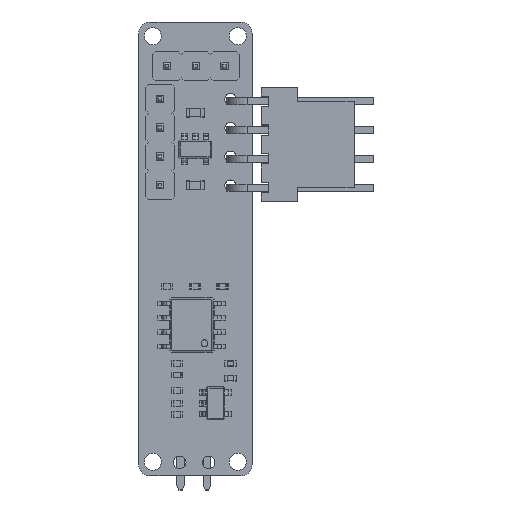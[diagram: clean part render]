
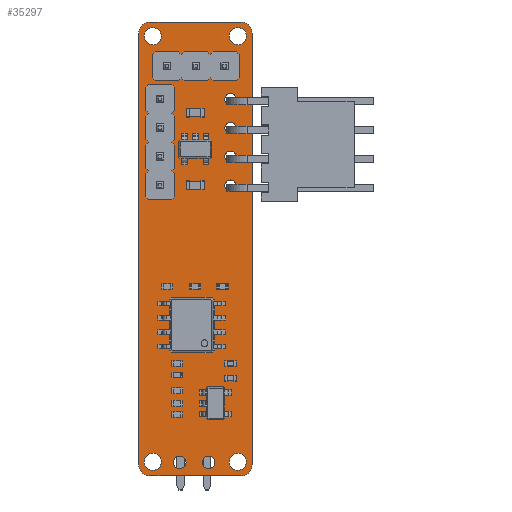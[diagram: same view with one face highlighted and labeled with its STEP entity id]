
A CAD part, top view. The second image highlights one B-rep face of the part: STEP entity #35297.
In plain terms, the highlighted planar face has unit normal (0, 0, 1).
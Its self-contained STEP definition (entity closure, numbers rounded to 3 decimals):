
#34961 = VERTEX_POINT('',#34962);
#34962 = CARTESIAN_POINT('',(49.,-120.,1.51));
#34968 = EDGE_CURVE('',#34961,#34969,#34971,.T.);
#34969 = VERTEX_POINT('',#34970);
#34970 = CARTESIAN_POINT('',(50.,-121.,1.51));
#34971 = CIRCLE('',#34972,1.);
#34972 = AXIS2_PLACEMENT_3D('',#34973,#34974,#34975);
#34973 = CARTESIAN_POINT('',(49.,-121.,1.51));
#34974 = DIRECTION('',(0.,0.,-1.));
#34975 = DIRECTION('',(0.,1.,0.));
#35003 = VERTEX_POINT('',#35004);
#35004 = CARTESIAN_POINT('',(41.,-120.,1.51));
#35010 = EDGE_CURVE('',#35003,#34961,#35011,.T.);
#35011 = LINE('',#35012,#35013);
#35012 = CARTESIAN_POINT('',(41.,-120.,1.51));
#35013 = VECTOR('',#35014,1.);
#35014 = DIRECTION('',(1.,0.,0.));
#35032 = EDGE_CURVE('',#34969,#35033,#35035,.T.);
#35033 = VERTEX_POINT('',#35034);
#35034 = CARTESIAN_POINT('',(50.,-159.,1.51));
#35035 = LINE('',#35036,#35037);
#35036 = CARTESIAN_POINT('',(50.,-121.,1.51));
#35037 = VECTOR('',#35038,1.);
#35038 = DIRECTION('',(0.,-1.,0.));
#35297 = ADVANCED_FACE('',(#35298,#35344,#35355,#35366,#35377,#35388,
    #35399,#35410,#35421,#35432,#35443,#35454,#35465,#35476,#35487,
    #35498,#35509,#35520),#35531,.T.);
#35298 = FACE_BOUND('',#35299,.T.);
#35299 = EDGE_LOOP('',(#35300,#35301,#35302,#35311,#35319,#35328,#35336,
    #35343));
#35300 = ORIENTED_EDGE('',*,*,#34968,.F.);
#35301 = ORIENTED_EDGE('',*,*,#35010,.F.);
#35302 = ORIENTED_EDGE('',*,*,#35303,.F.);
#35303 = EDGE_CURVE('',#35304,#35003,#35306,.T.);
#35304 = VERTEX_POINT('',#35305);
#35305 = CARTESIAN_POINT('',(40.,-121.,1.51));
#35306 = CIRCLE('',#35307,1.);
#35307 = AXIS2_PLACEMENT_3D('',#35308,#35309,#35310);
#35308 = CARTESIAN_POINT('',(41.,-121.,1.51));
#35309 = DIRECTION('',(0.,0.,-1.));
#35310 = DIRECTION('',(-1.,0.,-0.));
#35311 = ORIENTED_EDGE('',*,*,#35312,.F.);
#35312 = EDGE_CURVE('',#35313,#35304,#35315,.T.);
#35313 = VERTEX_POINT('',#35314);
#35314 = CARTESIAN_POINT('',(40.,-159.,1.51));
#35315 = LINE('',#35316,#35317);
#35316 = CARTESIAN_POINT('',(40.,-159.,1.51));
#35317 = VECTOR('',#35318,1.);
#35318 = DIRECTION('',(0.,1.,0.));
#35319 = ORIENTED_EDGE('',*,*,#35320,.F.);
#35320 = EDGE_CURVE('',#35321,#35313,#35323,.T.);
#35321 = VERTEX_POINT('',#35322);
#35322 = CARTESIAN_POINT('',(41.,-160.,1.51));
#35323 = CIRCLE('',#35324,1.);
#35324 = AXIS2_PLACEMENT_3D('',#35325,#35326,#35327);
#35325 = CARTESIAN_POINT('',(41.,-159.,1.51));
#35326 = DIRECTION('',(0.,0.,-1.));
#35327 = DIRECTION('',(0.,-1.,0.));
#35328 = ORIENTED_EDGE('',*,*,#35329,.F.);
#35329 = EDGE_CURVE('',#35330,#35321,#35332,.T.);
#35330 = VERTEX_POINT('',#35331);
#35331 = CARTESIAN_POINT('',(49.,-160.,1.51));
#35332 = LINE('',#35333,#35334);
#35333 = CARTESIAN_POINT('',(49.,-160.,1.51));
#35334 = VECTOR('',#35335,1.);
#35335 = DIRECTION('',(-1.,0.,0.));
#35336 = ORIENTED_EDGE('',*,*,#35337,.F.);
#35337 = EDGE_CURVE('',#35033,#35330,#35338,.T.);
#35338 = CIRCLE('',#35339,1.);
#35339 = AXIS2_PLACEMENT_3D('',#35340,#35341,#35342);
#35340 = CARTESIAN_POINT('',(49.,-159.,1.51));
#35341 = DIRECTION('',(0.,0.,-1.));
#35342 = DIRECTION('',(1.,0.,0.));
#35343 = ORIENTED_EDGE('',*,*,#35032,.F.);
#35344 = FACE_BOUND('',#35345,.T.);
#35345 = EDGE_LOOP('',(#35346));
#35346 = ORIENTED_EDGE('',*,*,#35347,.F.);
#35347 = EDGE_CURVE('',#35348,#35348,#35350,.T.);
#35348 = VERTEX_POINT('',#35349);
#35349 = CARTESIAN_POINT('',(42.,-158.75,1.51));
#35350 = CIRCLE('',#35351,0.75);
#35351 = AXIS2_PLACEMENT_3D('',#35352,#35353,#35354);
#35352 = CARTESIAN_POINT('',(41.25,-158.75,1.51));
#35353 = DIRECTION('',(0.,0.,1.));
#35354 = DIRECTION('',(1.,0.,-0.));
#35355 = FACE_BOUND('',#35356,.T.);
#35356 = EDGE_LOOP('',(#35357));
#35357 = ORIENTED_EDGE('',*,*,#35358,.T.);
#35358 = EDGE_CURVE('',#35359,#35359,#35361,.T.);
#35359 = VERTEX_POINT('',#35360);
#35360 = CARTESIAN_POINT('',(43.63,-159.353,1.51));
#35361 = CIRCLE('',#35362,0.55);
#35362 = AXIS2_PLACEMENT_3D('',#35363,#35364,#35365);
#35363 = CARTESIAN_POINT('',(43.63,-158.803,1.51));
#35364 = DIRECTION('',(-0.,0.,-1.));
#35365 = DIRECTION('',(0.,-1.,-0.));
#35366 = FACE_BOUND('',#35367,.T.);
#35367 = EDGE_LOOP('',(#35368));
#35368 = ORIENTED_EDGE('',*,*,#35369,.T.);
#35369 = EDGE_CURVE('',#35370,#35370,#35372,.T.);
#35370 = VERTEX_POINT('',#35371);
#35371 = CARTESIAN_POINT('',(46.17,-159.353,1.51));
#35372 = CIRCLE('',#35373,0.55);
#35373 = AXIS2_PLACEMENT_3D('',#35374,#35375,#35376);
#35374 = CARTESIAN_POINT('',(46.17,-158.803,1.51));
#35375 = DIRECTION('',(-0.,0.,-1.));
#35376 = DIRECTION('',(-0.,-1.,0.));
#35377 = FACE_BOUND('',#35378,.T.);
#35378 = EDGE_LOOP('',(#35379));
#35379 = ORIENTED_EDGE('',*,*,#35380,.F.);
#35380 = EDGE_CURVE('',#35381,#35381,#35383,.T.);
#35381 = VERTEX_POINT('',#35382);
#35382 = CARTESIAN_POINT('',(49.5,-158.75,1.51));
#35383 = CIRCLE('',#35384,0.75);
#35384 = AXIS2_PLACEMENT_3D('',#35385,#35386,#35387);
#35385 = CARTESIAN_POINT('',(48.75,-158.75,1.51));
#35386 = DIRECTION('',(0.,0.,1.));
#35387 = DIRECTION('',(1.,0.,-0.));
#35388 = FACE_BOUND('',#35389,.T.);
#35389 = EDGE_LOOP('',(#35390));
#35390 = ORIENTED_EDGE('',*,*,#35391,.T.);
#35391 = EDGE_CURVE('',#35392,#35392,#35394,.T.);
#35392 = VERTEX_POINT('',#35393);
#35393 = CARTESIAN_POINT('',(41.9,-134.9,1.51));
#35394 = CIRCLE('',#35395,0.5);
#35395 = AXIS2_PLACEMENT_3D('',#35396,#35397,#35398);
#35396 = CARTESIAN_POINT('',(41.9,-134.4,1.51));
#35397 = DIRECTION('',(-0.,0.,-1.));
#35398 = DIRECTION('',(-0.,-1.,0.));
#35399 = FACE_BOUND('',#35400,.T.);
#35400 = EDGE_LOOP('',(#35401));
#35401 = ORIENTED_EDGE('',*,*,#35402,.T.);
#35402 = EDGE_CURVE('',#35403,#35403,#35405,.T.);
#35403 = VERTEX_POINT('',#35404);
#35404 = CARTESIAN_POINT('',(41.9,-132.36,1.51));
#35405 = CIRCLE('',#35406,0.5);
#35406 = AXIS2_PLACEMENT_3D('',#35407,#35408,#35409);
#35407 = CARTESIAN_POINT('',(41.9,-131.86,1.51));
#35408 = DIRECTION('',(-0.,0.,-1.));
#35409 = DIRECTION('',(-0.,-1.,0.));
#35410 = FACE_BOUND('',#35411,.T.);
#35411 = EDGE_LOOP('',(#35412));
#35412 = ORIENTED_EDGE('',*,*,#35413,.T.);
#35413 = EDGE_CURVE('',#35414,#35414,#35416,.T.);
#35414 = VERTEX_POINT('',#35415);
#35415 = CARTESIAN_POINT('',(41.9,-129.82,1.51));
#35416 = CIRCLE('',#35417,0.5);
#35417 = AXIS2_PLACEMENT_3D('',#35418,#35419,#35420);
#35418 = CARTESIAN_POINT('',(41.9,-129.32,1.51));
#35419 = DIRECTION('',(-0.,0.,-1.));
#35420 = DIRECTION('',(-0.,-1.,0.));
#35421 = FACE_BOUND('',#35422,.T.);
#35422 = EDGE_LOOP('',(#35423));
#35423 = ORIENTED_EDGE('',*,*,#35424,.T.);
#35424 = EDGE_CURVE('',#35425,#35425,#35427,.T.);
#35425 = VERTEX_POINT('',#35426);
#35426 = CARTESIAN_POINT('',(41.9,-127.28,1.51));
#35427 = CIRCLE('',#35428,0.5);
#35428 = AXIS2_PLACEMENT_3D('',#35429,#35430,#35431);
#35429 = CARTESIAN_POINT('',(41.9,-126.78,1.51));
#35430 = DIRECTION('',(-0.,0.,-1.));
#35431 = DIRECTION('',(-0.,-1.,0.));
#35432 = FACE_BOUND('',#35433,.T.);
#35433 = EDGE_LOOP('',(#35434));
#35434 = ORIENTED_EDGE('',*,*,#35435,.F.);
#35435 = EDGE_CURVE('',#35436,#35436,#35438,.T.);
#35436 = VERTEX_POINT('',#35437);
#35437 = CARTESIAN_POINT('',(42.,-121.25,1.51));
#35438 = CIRCLE('',#35439,0.75);
#35439 = AXIS2_PLACEMENT_3D('',#35440,#35441,#35442);
#35440 = CARTESIAN_POINT('',(41.25,-121.25,1.51));
#35441 = DIRECTION('',(0.,0.,1.));
#35442 = DIRECTION('',(1.,0.,-0.));
#35443 = FACE_BOUND('',#35444,.T.);
#35444 = EDGE_LOOP('',(#35445));
#35445 = ORIENTED_EDGE('',*,*,#35446,.T.);
#35446 = EDGE_CURVE('',#35447,#35447,#35449,.T.);
#35447 = VERTEX_POINT('',#35448);
#35448 = CARTESIAN_POINT('',(42.5,-124.4,1.51));
#35449 = CIRCLE('',#35450,0.5);
#35450 = AXIS2_PLACEMENT_3D('',#35451,#35452,#35453);
#35451 = CARTESIAN_POINT('',(42.5,-123.9,1.51));
#35452 = DIRECTION('',(-0.,0.,-1.));
#35453 = DIRECTION('',(-0.,-1.,0.));
#35454 = FACE_BOUND('',#35455,.T.);
#35455 = EDGE_LOOP('',(#35456));
#35456 = ORIENTED_EDGE('',*,*,#35457,.T.);
#35457 = EDGE_CURVE('',#35458,#35458,#35460,.T.);
#35458 = VERTEX_POINT('',#35459);
#35459 = CARTESIAN_POINT('',(48.1,-134.92,1.51));
#35460 = CIRCLE('',#35461,0.5);
#35461 = AXIS2_PLACEMENT_3D('',#35462,#35463,#35464);
#35462 = CARTESIAN_POINT('',(48.1,-134.42,1.51));
#35463 = DIRECTION('',(-0.,0.,-1.));
#35464 = DIRECTION('',(-0.,-1.,0.));
#35465 = FACE_BOUND('',#35466,.T.);
#35466 = EDGE_LOOP('',(#35467));
#35467 = ORIENTED_EDGE('',*,*,#35468,.T.);
#35468 = EDGE_CURVE('',#35469,#35469,#35471,.T.);
#35469 = VERTEX_POINT('',#35470);
#35470 = CARTESIAN_POINT('',(48.1,-132.38,1.51));
#35471 = CIRCLE('',#35472,0.5);
#35472 = AXIS2_PLACEMENT_3D('',#35473,#35474,#35475);
#35473 = CARTESIAN_POINT('',(48.1,-131.88,1.51));
#35474 = DIRECTION('',(-0.,0.,-1.));
#35475 = DIRECTION('',(-0.,-1.,0.));
#35476 = FACE_BOUND('',#35477,.T.);
#35477 = EDGE_LOOP('',(#35478));
#35478 = ORIENTED_EDGE('',*,*,#35479,.T.);
#35479 = EDGE_CURVE('',#35480,#35480,#35482,.T.);
#35480 = VERTEX_POINT('',#35481);
#35481 = CARTESIAN_POINT('',(45.04,-124.4,1.51));
#35482 = CIRCLE('',#35483,0.5);
#35483 = AXIS2_PLACEMENT_3D('',#35484,#35485,#35486);
#35484 = CARTESIAN_POINT('',(45.04,-123.9,1.51));
#35485 = DIRECTION('',(-0.,0.,-1.));
#35486 = DIRECTION('',(-0.,-1.,0.));
#35487 = FACE_BOUND('',#35488,.T.);
#35488 = EDGE_LOOP('',(#35489));
#35489 = ORIENTED_EDGE('',*,*,#35490,.T.);
#35490 = EDGE_CURVE('',#35491,#35491,#35493,.T.);
#35491 = VERTEX_POINT('',#35492);
#35492 = CARTESIAN_POINT('',(48.1,-129.84,1.51));
#35493 = CIRCLE('',#35494,0.5);
#35494 = AXIS2_PLACEMENT_3D('',#35495,#35496,#35497);
#35495 = CARTESIAN_POINT('',(48.1,-129.34,1.51));
#35496 = DIRECTION('',(-0.,0.,-1.));
#35497 = DIRECTION('',(-0.,-1.,0.));
#35498 = FACE_BOUND('',#35499,.T.);
#35499 = EDGE_LOOP('',(#35500));
#35500 = ORIENTED_EDGE('',*,*,#35501,.T.);
#35501 = EDGE_CURVE('',#35502,#35502,#35504,.T.);
#35502 = VERTEX_POINT('',#35503);
#35503 = CARTESIAN_POINT('',(48.1,-127.3,1.51));
#35504 = CIRCLE('',#35505,0.5);
#35505 = AXIS2_PLACEMENT_3D('',#35506,#35507,#35508);
#35506 = CARTESIAN_POINT('',(48.1,-126.8,1.51));
#35507 = DIRECTION('',(-0.,0.,-1.));
#35508 = DIRECTION('',(-0.,-1.,0.));
#35509 = FACE_BOUND('',#35510,.T.);
#35510 = EDGE_LOOP('',(#35511));
#35511 = ORIENTED_EDGE('',*,*,#35512,.T.);
#35512 = EDGE_CURVE('',#35513,#35513,#35515,.T.);
#35513 = VERTEX_POINT('',#35514);
#35514 = CARTESIAN_POINT('',(47.58,-124.4,1.51));
#35515 = CIRCLE('',#35516,0.5);
#35516 = AXIS2_PLACEMENT_3D('',#35517,#35518,#35519);
#35517 = CARTESIAN_POINT('',(47.58,-123.9,1.51));
#35518 = DIRECTION('',(-0.,0.,-1.));
#35519 = DIRECTION('',(-0.,-1.,0.));
#35520 = FACE_BOUND('',#35521,.T.);
#35521 = EDGE_LOOP('',(#35522));
#35522 = ORIENTED_EDGE('',*,*,#35523,.F.);
#35523 = EDGE_CURVE('',#35524,#35524,#35526,.T.);
#35524 = VERTEX_POINT('',#35525);
#35525 = CARTESIAN_POINT('',(49.5,-121.25,1.51));
#35526 = CIRCLE('',#35527,0.75);
#35527 = AXIS2_PLACEMENT_3D('',#35528,#35529,#35530);
#35528 = CARTESIAN_POINT('',(48.75,-121.25,1.51));
#35529 = DIRECTION('',(0.,0.,1.));
#35530 = DIRECTION('',(1.,0.,-0.));
#35531 = PLANE('',#35532);
#35532 = AXIS2_PLACEMENT_3D('',#35533,#35534,#35535);
#35533 = CARTESIAN_POINT('',(0.,0.,1.51));
#35534 = DIRECTION('',(0.,0.,1.));
#35535 = DIRECTION('',(1.,0.,-0.));
